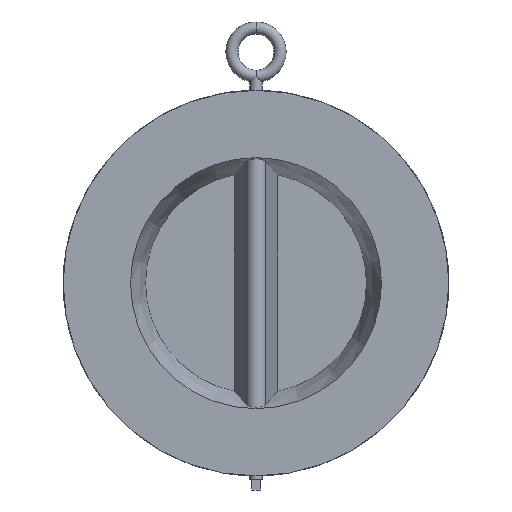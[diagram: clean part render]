
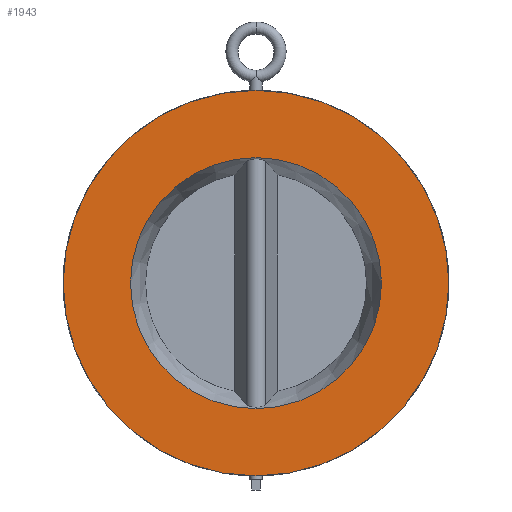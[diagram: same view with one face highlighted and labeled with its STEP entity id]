
A CAD part, front view. The second image highlights one B-rep face of the part: STEP entity #1943.
In plain terms, the highlighted planar face has unit normal (0, -1, 0).
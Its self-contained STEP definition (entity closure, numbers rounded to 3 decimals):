
#1209 = VERTEX_POINT ( 'NONE', #3318 ) ;
#1240 = EDGE_CURVE ( 'NONE', #1209, #1250, #3402, .T. ) ;
#1250 = VERTEX_POINT ( 'NONE', #3445 ) ;
#1254 = EDGE_CURVE ( 'NONE', #1250, #1209, #3440, .T. ) ;
#1896 = EDGE_CURVE ( 'NONE', #2258, #2208, #5034, .T. ) ;
#1943 = ADVANCED_FACE ( 'NONE', ( #5162, #5151 ), #5158, .F. ) ;
#1944 = ORIENTED_EDGE ( 'NONE', *, *, #2263, .F. ) ;
#1945 = EDGE_LOOP ( 'NONE', ( #1947, #1949 ) ) ;
#1947 = ORIENTED_EDGE ( 'NONE', *, *, #1240, .T. ) ;
#1948 = EDGE_LOOP ( 'NONE', ( #1953, #1944 ) ) ;
#1949 = ORIENTED_EDGE ( 'NONE', *, *, #1254, .T. ) ;
#1953 = ORIENTED_EDGE ( 'NONE', *, *, #1896, .F. ) ;
#2208 = VERTEX_POINT ( 'NONE', #5553 ) ;
#2258 = VERTEX_POINT ( 'NONE', #5721 ) ;
#2263 = EDGE_CURVE ( 'NONE', #2208, #2258, #5714, .T. ) ;
#3318 = CARTESIAN_POINT ( 'NONE',  ( 0., 0., -96. ) ) ;
#3363 = AXIS2_PLACEMENT_3D ( 'NONE', #3444, #3443, #3442 ) ;
#3402 = CIRCLE ( 'NONE', #3363, 96. ) ;
#3440 = CIRCLE ( 'NONE', #3476, 96. ) ;
#3442 = DIRECTION ( 'NONE',  ( 0., 0., -1. ) ) ;
#3443 = DIRECTION ( 'NONE',  ( 0., -1., 0. ) ) ;
#3444 = CARTESIAN_POINT ( 'NONE',  ( 0., 0., 0. ) ) ;
#3445 = CARTESIAN_POINT ( 'NONE',  ( 0., 0., 96. ) ) ;
#3473 = DIRECTION ( 'NONE',  ( 0., 0., -1. ) ) ;
#3474 = DIRECTION ( 'NONE',  ( 0., -1., 0. ) ) ;
#3475 = CARTESIAN_POINT ( 'NONE',  ( 0., 0., 0. ) ) ;
#3476 = AXIS2_PLACEMENT_3D ( 'NONE', #3475, #3474, #3473 ) ;
#5034 = CIRCLE ( 'NONE', #5092, 62.5 ) ;
#5070 = DIRECTION ( 'NONE',  ( 0., 0., -1. ) ) ;
#5071 = DIRECTION ( 'NONE',  ( 0., -1., 0. ) ) ;
#5090 = CARTESIAN_POINT ( 'NONE',  ( 0., 0., 0. ) ) ;
#5092 = AXIS2_PLACEMENT_3D ( 'NONE', #5090, #5071, #5070 ) ;
#5151 = FACE_BOUND ( 'NONE', #1948, .T. ) ;
#5156 = CARTESIAN_POINT ( 'NONE',  ( -62.5, 0., 0. ) ) ;
#5158 = PLANE ( 'NONE',  #5163 ) ;
#5161 = DIRECTION ( 'NONE',  ( 0., 1., 0. ) ) ;
#5162 = FACE_OUTER_BOUND ( 'NONE', #1945, .T. ) ;
#5163 = AXIS2_PLACEMENT_3D ( 'NONE', #5156, #5161, #5204 ) ;
#5204 = DIRECTION ( 'NONE',  ( 0., 0., 1. ) ) ;
#5553 = CARTESIAN_POINT ( 'NONE',  ( 0., 0., 62.5 ) ) ;
#5710 = DIRECTION ( 'NONE',  ( 0., 0., -1. ) ) ;
#5711 = DIRECTION ( 'NONE',  ( 0., -1., 0. ) ) ;
#5712 = CARTESIAN_POINT ( 'NONE',  ( 0., 0., 0. ) ) ;
#5713 = AXIS2_PLACEMENT_3D ( 'NONE', #5712, #5711, #5710 ) ;
#5714 = CIRCLE ( 'NONE', #5713, 62.5 ) ;
#5721 = CARTESIAN_POINT ( 'NONE',  ( 0., 0., -62.5 ) ) ;
